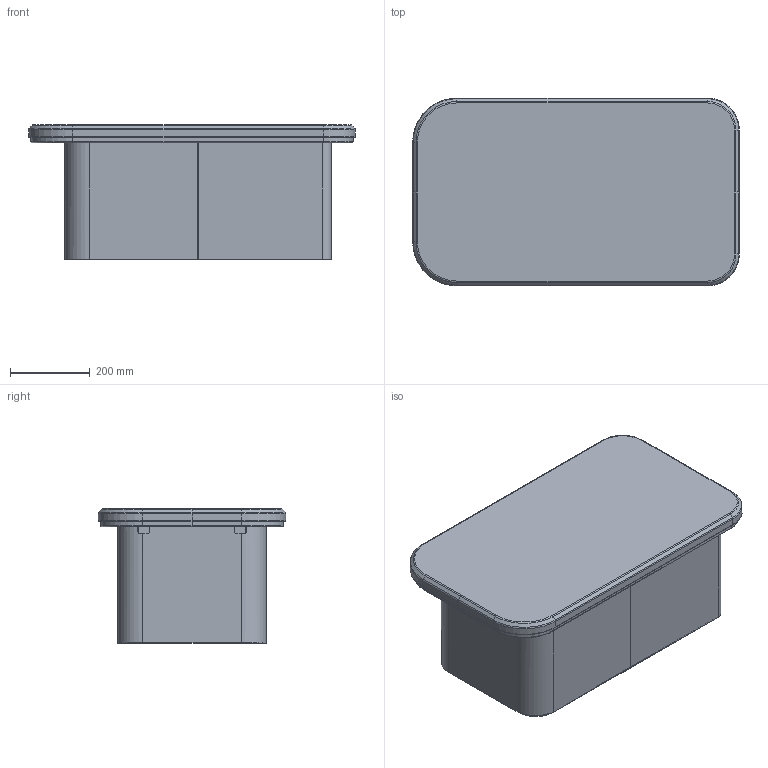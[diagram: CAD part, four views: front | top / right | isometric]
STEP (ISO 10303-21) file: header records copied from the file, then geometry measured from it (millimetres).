
FILE_DESCRIPTION(/* description */ (''),/* implementation_level */ '2;1');
FILE_NAME(/* name */ 'SD02_TampaCustomizavel_V20250610.step',/* time_stamp */ '2025-06-10T10:45:10-03:00',/* author */ (''),/* organization */ (''),/* preprocessor_version */ 'ST-DEVELOPER v20.1',/* originating_system */ 'Autodesk Translation Framework v14.10.0.0',/* authorisation */ '');
FILE_SCHEMA (('AUTOMOTIVE_DESIGN { 1 0 10303 214 3 1 1 }'));
Length unit declared in the file: millimetre
Products named in the file (3): TampaFibra; BorrachaTampa; SD02_CaixaInterna5_Meio
Assembly tree (2 placements, depth 2):
  TampaFibra
    BorrachaTampa
    SD02_CaixaInterna5_Meio
Bounding box: 818 x 470 x 336.75 mm (x, y, z)
Volume: 12767621.4 mm3; surface area: 2844540 mm2
Topology: 5 solids, 5 shells, 355 faces, 879 edges, 540 vertices
Faces by surface type: cylinder 163, plane 134, torus 44, bspline 10, cone 4
Full cylindrical faces by diameter (mm): 3.5 x2, 4 x4, 4.4 x3, 6 x4
Entity records: 10882 total; most frequent: CARTESIAN_POINT 2105, DIRECTION 1935, ORIENTED_EDGE 1758, EDGE_CURVE 879, AXIS2_PLACEMENT_3D 712, VERTEX_POINT 540, LINE 511, VECTOR 511
